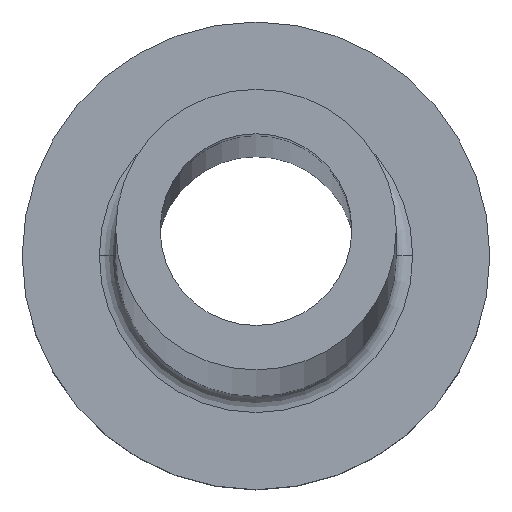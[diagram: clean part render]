
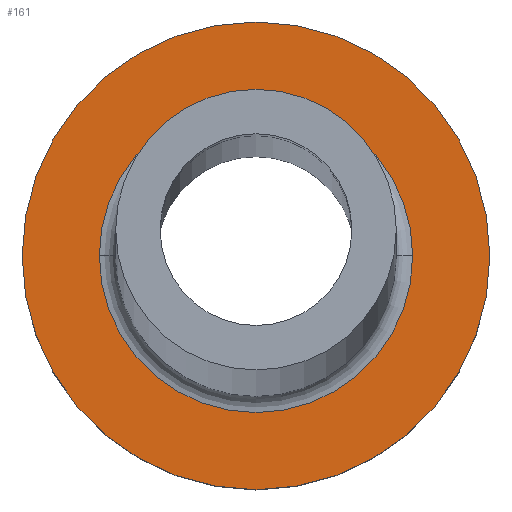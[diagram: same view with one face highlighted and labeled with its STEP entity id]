
A CAD part, top view. The second image highlights one B-rep face of the part: STEP entity #161.
In plain terms, the highlighted planar face has unit normal (0, 0, 1).
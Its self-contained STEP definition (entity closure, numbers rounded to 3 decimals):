
#17 = EDGE_CURVE ( 'NONE', #320, #157, #146, .T. ) ;
#25 = DIRECTION ( 'NONE',  ( 0., 0., 1. ) ) ;
#34 = AXIS2_PLACEMENT_3D ( 'NONE', #246, #390, #172 ) ;
#43 = VERTEX_POINT ( 'NONE', #411 ) ;
#72 = AXIS2_PLACEMENT_3D ( 'NONE', #351, #25, #178 ) ;
#74 = DIRECTION ( 'NONE',  ( 1., 0., 0. ) ) ;
#78 = AXIS2_PLACEMENT_3D ( 'NONE', #374, #294, #74 ) ;
#80 = CARTESIAN_POINT ( 'NONE',  ( -6.7, 0., 7. ) ) ;
#82 = ORIENTED_EDGE ( 'NONE', *, *, #214, .T. ) ;
#90 = DIRECTION ( 'NONE',  ( 0., 0., 1. ) ) ;
#92 = CIRCLE ( 'NONE', #78, 6.7 ) ;
#146 = CIRCLE ( 'NONE', #280, 10. ) ;
#155 = CIRCLE ( 'NONE', #72, 10. ) ;
#157 = VERTEX_POINT ( 'NONE', #388 ) ;
#161 = ADVANCED_FACE ( 'NONE', ( #292, #216 ), #395, .T. ) ;
#172 = DIRECTION ( 'NONE',  ( 1., 0., 0. ) ) ;
#178 = DIRECTION ( 'NONE',  ( 1., 0., 0. ) ) ;
#204 = DIRECTION ( 'NONE',  ( 1., 0., 0. ) ) ;
#207 = ORIENTED_EDGE ( 'NONE', *, *, #380, .T. ) ;
#212 = EDGE_LOOP ( 'NONE', ( #339, #82 ) ) ;
#214 = EDGE_CURVE ( 'NONE', #157, #320, #155, .T. ) ;
#216 = FACE_OUTER_BOUND ( 'NONE', #212, .T. ) ;
#220 = DIRECTION ( 'NONE',  ( 1., 0., 0. ) ) ;
#236 = ORIENTED_EDGE ( 'NONE', *, *, #303, .T. ) ;
#246 = CARTESIAN_POINT ( 'NONE',  ( 0., 0., 7. ) ) ;
#261 = DIRECTION ( 'NONE',  ( 0., 0., -1. ) ) ;
#280 = AXIS2_PLACEMENT_3D ( 'NONE', #454, #90, #204 ) ;
#292 = FACE_BOUND ( 'NONE', #428, .T. ) ;
#294 = DIRECTION ( 'NONE',  ( 0., 0., -1. ) ) ;
#303 = EDGE_CURVE ( 'NONE', #450, #43, #92, .T. ) ;
#319 = CIRCLE ( 'NONE', #348, 6.7 ) ;
#320 = VERTEX_POINT ( 'NONE', #436 ) ;
#328 = CARTESIAN_POINT ( 'NONE',  ( 0., 0., 7. ) ) ;
#339 = ORIENTED_EDGE ( 'NONE', *, *, #17, .T. ) ;
#348 = AXIS2_PLACEMENT_3D ( 'NONE', #328, #261, #220 ) ;
#351 = CARTESIAN_POINT ( 'NONE',  ( 0., 0., 7. ) ) ;
#374 = CARTESIAN_POINT ( 'NONE',  ( 0., 0., 7. ) ) ;
#380 = EDGE_CURVE ( 'NONE', #43, #450, #319, .T. ) ;
#388 = CARTESIAN_POINT ( 'NONE',  ( 10., 0., 7. ) ) ;
#390 = DIRECTION ( 'NONE',  ( 0., 0., 1. ) ) ;
#395 = PLANE ( 'NONE',  #34 ) ;
#411 = CARTESIAN_POINT ( 'NONE',  ( 6.7, 0., 7. ) ) ;
#428 = EDGE_LOOP ( 'NONE', ( #207, #236 ) ) ;
#436 = CARTESIAN_POINT ( 'NONE',  ( -10., 0., 7. ) ) ;
#450 = VERTEX_POINT ( 'NONE', #80 ) ;
#454 = CARTESIAN_POINT ( 'NONE',  ( 0., 0., 7. ) ) ;
